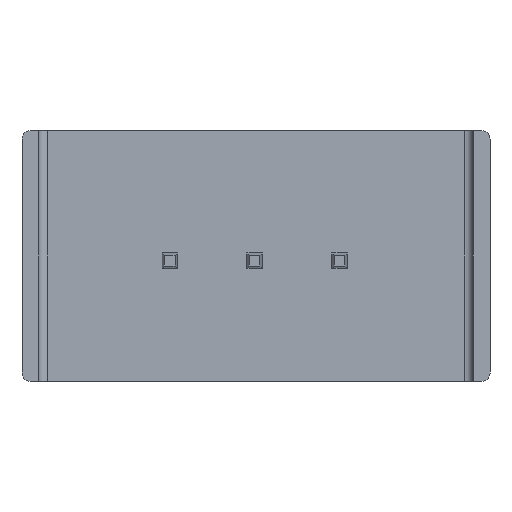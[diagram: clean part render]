
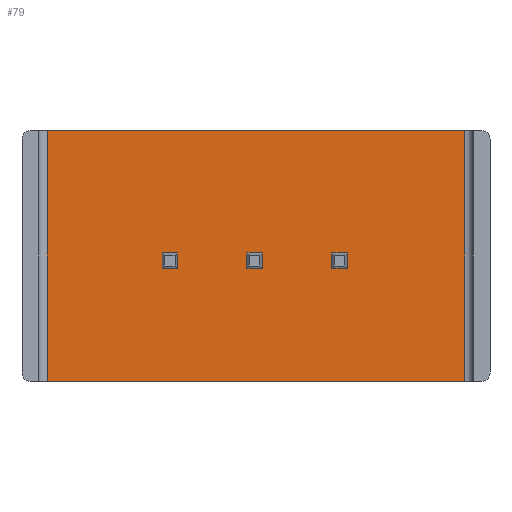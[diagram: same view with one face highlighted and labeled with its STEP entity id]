
A CAD part, front view. The second image highlights one B-rep face of the part: STEP entity #79.
In plain terms, the highlighted planar face has unit normal (0, -1, 0).
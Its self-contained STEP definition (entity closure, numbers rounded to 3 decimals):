
#22 = EDGE_CURVE ( 'NONE', #9450, #6833, #1819, .T. ) ;
#35 = CARTESIAN_POINT ( 'NONE',  ( -0.27, 0.5, -0.37 ) ) ;
#51 = VECTOR ( 'NONE', #5158, 1000. ) ;
#79 = ADVANCED_FACE ( 'NONE', ( #3492, #3441, #4737, #3344 ), #9271, .F. ) ;
#123 = EDGE_CURVE ( 'NONE', #2731, #5953, #3660, .T. ) ;
#299 = EDGE_CURVE ( 'NONE', #6006, #1950, #7681, .T. ) ;
#322 = ORIENTED_EDGE ( 'NONE', *, *, #123, .F. ) ;
#590 = VERTEX_POINT ( 'NONE', #1849 ) ;
#591 = DIRECTION ( 'NONE',  ( -1., 0., 0. ) ) ;
#641 = DIRECTION ( 'NONE',  ( -1., 0., 0. ) ) ;
#793 = CARTESIAN_POINT ( 'NONE',  ( 2.27, 0.5, 0.09 ) ) ;
#910 = ORIENTED_EDGE ( 'NONE', *, *, #3514, .T. ) ;
#934 = VECTOR ( 'NONE', #9426, 1000. ) ;
#968 = VERTEX_POINT ( 'NONE', #5306 ) ;
#1150 = CARTESIAN_POINT ( 'NONE',  ( 0.19, 0.5, -0.37 ) ) ;
#1181 = ORIENTED_EDGE ( 'NONE', *, *, #9118, .F. ) ;
#1202 = ORIENTED_EDGE ( 'NONE', *, *, #7854, .F. ) ;
#1240 = CARTESIAN_POINT ( 'NONE',  ( -0.27, 0.5, 0.09 ) ) ;
#1245 = LINE ( 'NONE', #793, #5286 ) ;
#1454 = EDGE_CURVE ( 'NONE', #1950, #3971, #9305, .T. ) ;
#1482 = CARTESIAN_POINT ( 'NONE',  ( -6.5, 0.5, 3.75 ) ) ;
#1767 = VERTEX_POINT ( 'NONE', #3228 ) ;
#1819 = LINE ( 'NONE', #6363, #3869 ) ;
#1849 = CARTESIAN_POINT ( 'NONE',  ( -2.35, 0.5, -0.37 ) ) ;
#1864 = CARTESIAN_POINT ( 'NONE',  ( -6.25, 0.5, -3.75 ) ) ;
#1882 = CARTESIAN_POINT ( 'NONE',  ( 2.27, 0.5, 0.09 ) ) ;
#1950 = VERTEX_POINT ( 'NONE', #7076 ) ;
#2027 = DIRECTION ( 'NONE',  ( -1., 0., 0. ) ) ;
#2550 = VECTOR ( 'NONE', #6366, 1000. ) ;
#2628 = CARTESIAN_POINT ( 'NONE',  ( -6.5, 0.5, -3.75 ) ) ;
#2632 = ORIENTED_EDGE ( 'NONE', *, *, #6550, .T. ) ;
#2731 = VERTEX_POINT ( 'NONE', #3880 ) ;
#2734 = DIRECTION ( 'NONE',  ( 0., 0., -1. ) ) ;
#2744 = DIRECTION ( 'NONE',  ( -1., 0., 0. ) ) ;
#2771 = CARTESIAN_POINT ( 'NONE',  ( 6.25, 0.5, 3.75 ) ) ;
#2847 = VECTOR ( 'NONE', #591, 1000. ) ;
#3094 = VECTOR ( 'NONE', #7717, 1000. ) ;
#3212 = VECTOR ( 'NONE', #5687, 1000. ) ;
#3228 = CARTESIAN_POINT ( 'NONE',  ( -2.35, 0.5, 0.09 ) ) ;
#3344 = FACE_BOUND ( 'NONE', #6138, .T. ) ;
#3348 = LINE ( 'NONE', #6939, #2550 ) ;
#3379 = DIRECTION ( 'NONE',  ( 1., 0., 0. ) ) ;
#3441 = FACE_OUTER_BOUND ( 'NONE', #8481, .T. ) ;
#3492 = FACE_BOUND ( 'NONE', #7743, .T. ) ;
#3514 = EDGE_CURVE ( 'NONE', #8449, #6006, #5036, .T. ) ;
#3585 = LINE ( 'NONE', #1482, #5154 ) ;
#3654 = ORIENTED_EDGE ( 'NONE', *, *, #9236, .F. ) ;
#3660 = LINE ( 'NONE', #35, #51 ) ;
#3810 = EDGE_CURVE ( 'NONE', #1767, #8145, #8729, .T. ) ;
#3869 = VECTOR ( 'NONE', #5549, 1000. ) ;
#3880 = CARTESIAN_POINT ( 'NONE',  ( -0.27, 0.5, -0.37 ) ) ;
#3971 = VERTEX_POINT ( 'NONE', #5498 ) ;
#4002 = DIRECTION ( 'NONE',  ( 0., 0., 1. ) ) ;
#4077 = EDGE_CURVE ( 'NONE', #8389, #9450, #1245, .T. ) ;
#4088 = CARTESIAN_POINT ( 'NONE',  ( 0.19, 0.5, 0.09 ) ) ;
#4211 = LINE ( 'NONE', #8548, #2847 ) ;
#4268 = CARTESIAN_POINT ( 'NONE',  ( -6.25, 0.5, -3.75 ) ) ;
#4299 = DIRECTION ( 'NONE',  ( 0., 0., 1. ) ) ;
#4334 = EDGE_CURVE ( 'NONE', #6833, #968, #6386, .T. ) ;
#4434 = DIRECTION ( 'NONE',  ( 0., 1., 0. ) ) ;
#4653 = CARTESIAN_POINT ( 'NONE',  ( -0.27, 0.5, 0.09 ) ) ;
#4729 = CARTESIAN_POINT ( 'NONE',  ( 0.19, 0.5, 0.09 ) ) ;
#4737 = FACE_BOUND ( 'NONE', #9213, .T. ) ;
#4820 = ORIENTED_EDGE ( 'NONE', *, *, #3810, .F. ) ;
#4865 = LINE ( 'NONE', #4088, #3094 ) ;
#4899 = LINE ( 'NONE', #6332, #5102 ) ;
#4984 = VECTOR ( 'NONE', #9291, 1000. ) ;
#4993 = VECTOR ( 'NONE', #4002, 1000. ) ;
#5036 = LINE ( 'NONE', #4268, #934 ) ;
#5102 = VECTOR ( 'NONE', #2027, 1000. ) ;
#5154 = VECTOR ( 'NONE', #641, 1000. ) ;
#5158 = DIRECTION ( 'NONE',  ( 1., 0., 0. ) ) ;
#5168 = EDGE_CURVE ( 'NONE', #8145, #5250, #8424, .T. ) ;
#5250 = VERTEX_POINT ( 'NONE', #6692 ) ;
#5286 = VECTOR ( 'NONE', #2734, 1000. ) ;
#5306 = CARTESIAN_POINT ( 'NONE',  ( 2.73, 0.5, 0.09 ) ) ;
#5366 = ORIENTED_EDGE ( 'NONE', *, *, #8342, .F. ) ;
#5373 = DIRECTION ( 'NONE',  ( 0., 0., -1. ) ) ;
#5402 = AXIS2_PLACEMENT_3D ( 'NONE', #6544, #4434, #4299 ) ;
#5403 = CARTESIAN_POINT ( 'NONE',  ( -2.35, 0.5, 0.09 ) ) ;
#5449 = LINE ( 'NONE', #5403, #4993 ) ;
#5498 = CARTESIAN_POINT ( 'NONE',  ( 6.25, 0.5, 3.75 ) ) ;
#5549 = DIRECTION ( 'NONE',  ( 1., 0., 0. ) ) ;
#5687 = DIRECTION ( 'NONE',  ( 0., 0., 1. ) ) ;
#5735 = CARTESIAN_POINT ( 'NONE',  ( -2.81, 0.5, 0.09 ) ) ;
#5824 = ORIENTED_EDGE ( 'NONE', *, *, #4077, .F. ) ;
#5853 = VECTOR ( 'NONE', #5373, 1000. ) ;
#5944 = ORIENTED_EDGE ( 'NONE', *, *, #6019, .F. ) ;
#5953 = VERTEX_POINT ( 'NONE', #1150 ) ;
#6006 = VERTEX_POINT ( 'NONE', #1864 ) ;
#6019 = EDGE_CURVE ( 'NONE', #590, #1767, #5449, .T. ) ;
#6138 = EDGE_LOOP ( 'NONE', ( #1202, #7339, #4820, #5944 ) ) ;
#6154 = ORIENTED_EDGE ( 'NONE', *, *, #4334, .F. ) ;
#6238 = DIRECTION ( 'NONE',  ( 0., 0., -1. ) ) ;
#6332 = CARTESIAN_POINT ( 'NONE',  ( -0.27, 0.5, 0.09 ) ) ;
#6363 = CARTESIAN_POINT ( 'NONE',  ( 2.27, 0.5, -0.37 ) ) ;
#6366 = DIRECTION ( 'NONE',  ( 1., 0., 0. ) ) ;
#6386 = LINE ( 'NONE', #8367, #4984 ) ;
#6478 = VECTOR ( 'NONE', #3379, 1000. ) ;
#6525 = VECTOR ( 'NONE', #6238, 1000. ) ;
#6544 = CARTESIAN_POINT ( 'NONE',  ( 0., 0.5, 0. ) ) ;
#6550 = EDGE_CURVE ( 'NONE', #3971, #8449, #3585, .T. ) ;
#6556 = CARTESIAN_POINT ( 'NONE',  ( -6.25, 0.5, 3.75 ) ) ;
#6561 = ORIENTED_EDGE ( 'NONE', *, *, #22, .F. ) ;
#6692 = CARTESIAN_POINT ( 'NONE',  ( -2.81, 0.5, -0.37 ) ) ;
#6745 = ORIENTED_EDGE ( 'NONE', *, *, #299, .T. ) ;
#6793 = ORIENTED_EDGE ( 'NONE', *, *, #1454, .T. ) ;
#6833 = VERTEX_POINT ( 'NONE', #9448 ) ;
#6939 = CARTESIAN_POINT ( 'NONE',  ( -2.81, 0.5, -0.37 ) ) ;
#7076 = CARTESIAN_POINT ( 'NONE',  ( 6.25, 0.5, -3.75 ) ) ;
#7175 = CARTESIAN_POINT ( 'NONE',  ( -2.81, 0.5, 0.09 ) ) ;
#7288 = CARTESIAN_POINT ( 'NONE',  ( 2.27, 0.5, -0.37 ) ) ;
#7339 = ORIENTED_EDGE ( 'NONE', *, *, #5168, .F. ) ;
#7681 = LINE ( 'NONE', #2628, #6478 ) ;
#7717 = DIRECTION ( 'NONE',  ( 0., 0., 1. ) ) ;
#7743 = EDGE_LOOP ( 'NONE', ( #322, #3654, #5366, #1181 ) ) ;
#7823 = EDGE_CURVE ( 'NONE', #968, #8389, #4211, .T. ) ;
#7854 = EDGE_CURVE ( 'NONE', #5250, #590, #3348, .T. ) ;
#8145 = VERTEX_POINT ( 'NONE', #5735 ) ;
#8342 = EDGE_CURVE ( 'NONE', #8815, #8806, #4899, .T. ) ;
#8367 = CARTESIAN_POINT ( 'NONE',  ( 2.73, 0.5, 0.09 ) ) ;
#8389 = VERTEX_POINT ( 'NONE', #1882 ) ;
#8424 = LINE ( 'NONE', #8689, #6525 ) ;
#8449 = VERTEX_POINT ( 'NONE', #6556 ) ;
#8481 = EDGE_LOOP ( 'NONE', ( #6745, #6793, #2632, #910 ) ) ;
#8548 = CARTESIAN_POINT ( 'NONE',  ( 2.27, 0.5, 0.09 ) ) ;
#8675 = ORIENTED_EDGE ( 'NONE', *, *, #7823, .F. ) ;
#8689 = CARTESIAN_POINT ( 'NONE',  ( -2.81, 0.5, 0.09 ) ) ;
#8729 = LINE ( 'NONE', #7175, #8864 ) ;
#8806 = VERTEX_POINT ( 'NONE', #1240 ) ;
#8815 = VERTEX_POINT ( 'NONE', #4729 ) ;
#8845 = LINE ( 'NONE', #4653, #5853 ) ;
#8864 = VECTOR ( 'NONE', #2744, 1000. ) ;
#9118 = EDGE_CURVE ( 'NONE', #5953, #8815, #4865, .T. ) ;
#9213 = EDGE_LOOP ( 'NONE', ( #6154, #6561, #5824, #8675 ) ) ;
#9236 = EDGE_CURVE ( 'NONE', #8806, #2731, #8845, .T. ) ;
#9271 = PLANE ( 'NONE',  #5402 ) ;
#9291 = DIRECTION ( 'NONE',  ( 0., 0., 1. ) ) ;
#9305 = LINE ( 'NONE', #2771, #3212 ) ;
#9426 = DIRECTION ( 'NONE',  ( 0., 0., -1. ) ) ;
#9448 = CARTESIAN_POINT ( 'NONE',  ( 2.73, 0.5, -0.37 ) ) ;
#9450 = VERTEX_POINT ( 'NONE', #7288 ) ;
